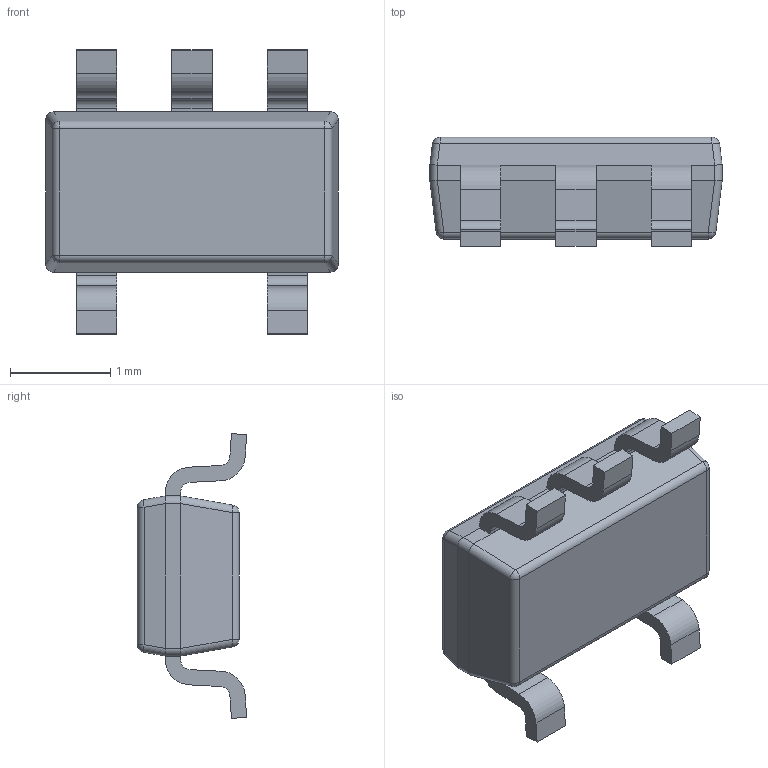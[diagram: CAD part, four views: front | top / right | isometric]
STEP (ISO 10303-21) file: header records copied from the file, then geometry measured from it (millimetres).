
FILE_DESCRIPTION((''),'2;1');
FILE_NAME('MF05A_ASM','2012-02-09T',('CKXSSC'),(''),'PRO/ENGINEER BY PARAMETRIC TECHNOLOGY CORPORATION, 2011220','PRO/ENGINEER BY PARAMETRIC TECHNOLOGY CORPORATION, 2011220','');
FILE_SCHEMA(('AUTOMOTIVE_DESIGN_CC2 { 1 2 10303 214 -1 1 5 2 }'));
Length unit declared in the file: inch
Products named in the file (3): BODY_MF05A; LEAD_MF05F; MF05A_ASM
Assembly tree (6 placements, depth 2):
  MF05A_ASM
    BODY_MF05A
    LEAD_MF05F  x5
Bounding box: 2.92 x 1.09 x 2.84 mm (x, y, z)
Volume: 4.8 mm3; surface area: 23.3 mm2
Topology: 6 solids, 6 shells, 112 faces, 276 edges, 176 vertices
Faces by surface type: plane 64, cylinder 40, sphere 8
Entity records: 2185 total; most frequent: CARTESIAN_POINT 389, DIRECTION 270, ORIENTED_EDGE 264, PRESENTATION_STYLE_ASSIGNMENT 134, STYLED_ITEM 134, CURVE_STYLE 132, EDGE_CURVE 132, AXIS2_PLACEMENT_3D 97
